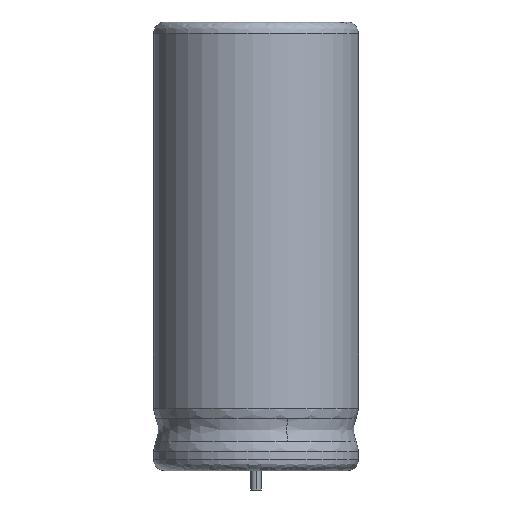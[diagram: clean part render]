
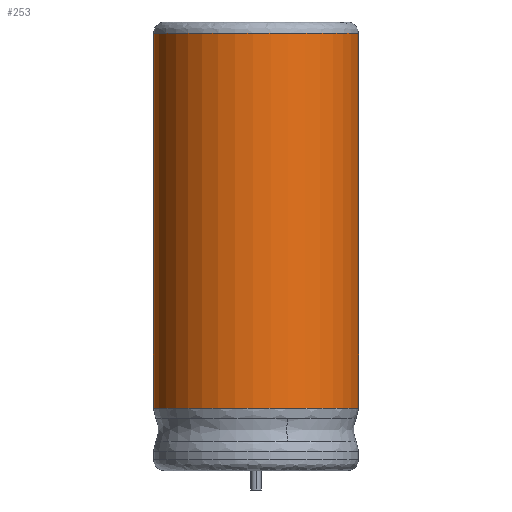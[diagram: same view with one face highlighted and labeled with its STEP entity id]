
A CAD part, left-side view. The second image highlights one B-rep face of the part: STEP entity #253.
In plain terms, the highlighted cylindrical face has radius 8 mm (diameter 16 mm), a partial arc.
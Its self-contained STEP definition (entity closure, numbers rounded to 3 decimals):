
#9 = AXIS2_PLACEMENT_3D ( 'NONE', #1828, #3179, #2140 ) ;
#251 = DIRECTION ( 'NONE',  ( 0., 0., -1. ) ) ;
#253 = ADVANCED_FACE ( 'NONE', ( #1582 ), #3368, .T. ) ;
#460 = VERTEX_POINT ( 'NONE', #3612 ) ;
#597 = CIRCLE ( 'NONE', #1129, 8. ) ;
#653 = VERTEX_POINT ( 'NONE', #881 ) ;
#706 = DIRECTION ( 'NONE',  ( 0., 0., 1. ) ) ;
#718 = AXIS2_PLACEMENT_3D ( 'NONE', #3566, #3886, #1713 ) ;
#772 = LINE ( 'NONE', #3666, #1590 ) ;
#881 = CARTESIAN_POINT ( 'NONE',  ( 7.518, -2.736, -22.594 ) ) ;
#1092 = ORIENTED_EDGE ( 'NONE', *, *, #3659, .T. ) ;
#1129 = AXIS2_PLACEMENT_3D ( 'NONE', #2086, #251, #2414 ) ;
#1147 = EDGE_CURVE ( 'NONE', #460, #653, #2534, .T. ) ;
#1409 = VERTEX_POINT ( 'NONE', #3365 ) ;
#1492 = LINE ( 'NONE', #3166, #3037 ) ;
#1507 = DIRECTION ( 'NONE',  ( 0., 0., -1. ) ) ;
#1581 = EDGE_LOOP ( 'NONE', ( #1719, #1092, #3445, #1678 ) ) ;
#1582 = FACE_OUTER_BOUND ( 'NONE', #1581, .T. ) ;
#1590 = VECTOR ( 'NONE', #1507, 1000. ) ;
#1678 = ORIENTED_EDGE ( 'NONE', *, *, #3885, .T. ) ;
#1713 = DIRECTION ( 'NONE',  ( 1., 0., 0. ) ) ;
#1719 = ORIENTED_EDGE ( 'NONE', *, *, #2939, .T. ) ;
#1828 = CARTESIAN_POINT ( 'NONE',  ( 0., 0., -22.594 ) ) ;
#2086 = CARTESIAN_POINT ( 'NONE',  ( 0., 0., 6.646 ) ) ;
#2140 = DIRECTION ( 'NONE',  ( 1., 0., 0. ) ) ;
#2414 = DIRECTION ( 'NONE',  ( 1., 0., 0. ) ) ;
#2534 = CIRCLE ( 'NONE', #9, 8. ) ;
#2644 = CARTESIAN_POINT ( 'NONE',  ( 7.518, -2.736, 6.646 ) ) ;
#2794 = VERTEX_POINT ( 'NONE', #2644 ) ;
#2939 = EDGE_CURVE ( 'NONE', #2794, #1409, #597, .T. ) ;
#3037 = VECTOR ( 'NONE', #706, 1000. ) ;
#3166 = CARTESIAN_POINT ( 'NONE',  ( 7.518, -2.736, -7.779 ) ) ;
#3179 = DIRECTION ( 'NONE',  ( 0., 0., 1. ) ) ;
#3365 = CARTESIAN_POINT ( 'NONE',  ( 7.518, 2.736, 6.646 ) ) ;
#3368 = CYLINDRICAL_SURFACE ( 'NONE', #718, 8. ) ;
#3445 = ORIENTED_EDGE ( 'NONE', *, *, #1147, .T. ) ;
#3566 = CARTESIAN_POINT ( 'NONE',  ( 0., 0., -7.779 ) ) ;
#3612 = CARTESIAN_POINT ( 'NONE',  ( 7.518, 2.736, -22.594 ) ) ;
#3659 = EDGE_CURVE ( 'NONE', #1409, #460, #772, .T. ) ;
#3666 = CARTESIAN_POINT ( 'NONE',  ( 7.518, 2.736, -7.779 ) ) ;
#3885 = EDGE_CURVE ( 'NONE', #653, #2794, #1492, .T. ) ;
#3886 = DIRECTION ( 'NONE',  ( 0., 0., 1. ) ) ;
